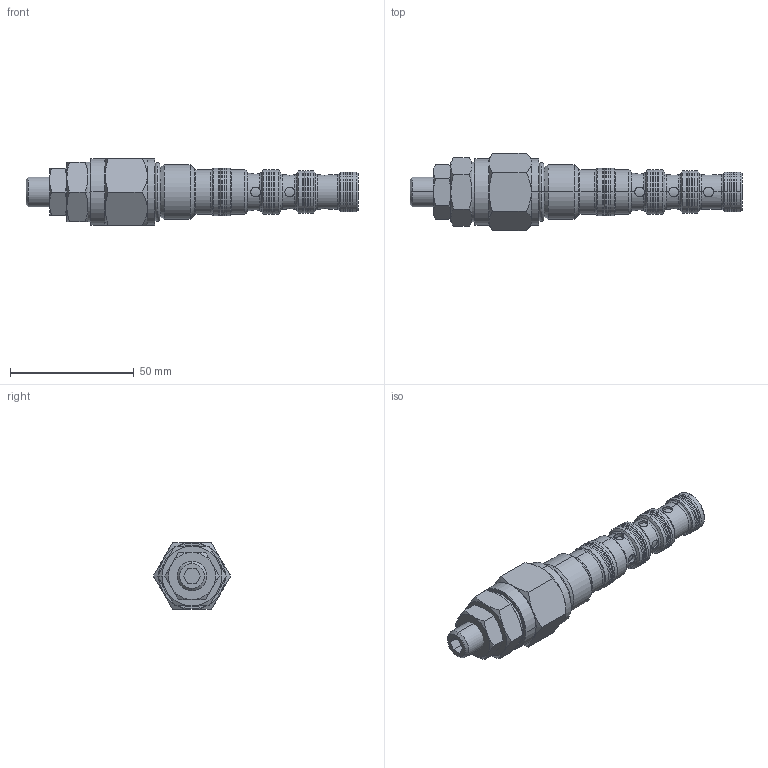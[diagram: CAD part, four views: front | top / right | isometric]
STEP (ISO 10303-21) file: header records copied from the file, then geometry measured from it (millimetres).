
FILE_DESCRIPTION (( 'STEP AP214' ), '1' );
FILE_NAME ('364.022-022-H_Kunde.STEP', '2017-03-14T07:54:22', ( 'User' ), ( '' ), 'SwSTEP 2.0', 'SolidWorks 2016', '' );
FILE_SCHEMA (( 'AUTOMOTIVE_DESIGN' ));
Length unit declared in the file: millimetre
Products named in the file (1): 364.022-022-H_Kunde
Bounding box: 134 x 31.18 x 27 mm (x, y, z)
Volume: 59199.4 mm3; surface area: 23123.1 mm2
Topology: 19 solids, 19 shells, 332 faces, 672 edges, 383 vertices
Faces by surface type: cylinder 120, cone 80, torus 66, plane 66
Entity records: 10324 total; most frequent: CARTESIAN_POINT 3063, DIRECTION 1555, ORIENTED_EDGE 1344, AXIS2_PLACEMENT_3D 682, EDGE_CURVE 672, VERTEX_POINT 383, CIRCLE 349, EDGE_LOOP 347
